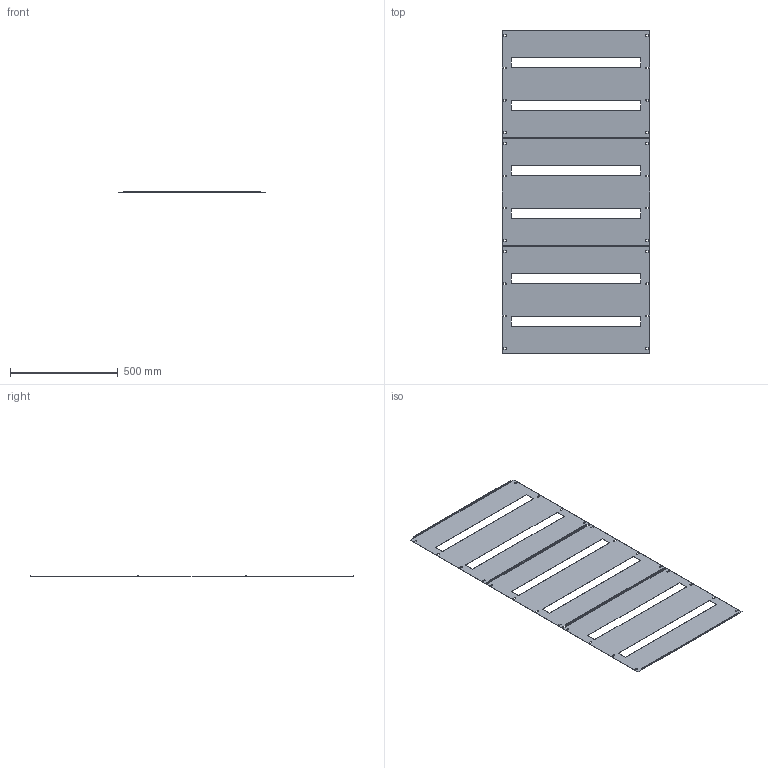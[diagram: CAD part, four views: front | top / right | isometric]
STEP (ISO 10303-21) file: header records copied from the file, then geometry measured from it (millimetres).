
FILE_DESCRIPTION (( 'STEP AP214' ), '1' );
FILE_NAME ('mb-15-mp-5080 Ïëàñòðîí âûñîòîé 500ìì ïîä 2 óðîâíÿ ìîä. àâò. äëÿ ÂÐÓ Unit øèðèíîé 800ìì.STEP', '2020-02-14T06:54:19', ( '' ), ( '' ), 'SwSTEP 2.0', 'SolidWorks 2019', '' );
FILE_SCHEMA (( 'AUTOMOTIVE_DESIGN' ));
Length unit declared in the file: millimetre
Products named in the file (2): ÃÌÐÔ.015.02.00.01 Ïëàñòðîí 500 ïîä 2 óðîâíÿ_02; mb-15-mp-5080 Ïëàñòðîí âûñîòîé 500ìì ïîä 2 óðîâíÿ ìîä. àâò. äëÿ ÂÐÓ Unit øèðèíîé 800ìì
Assembly tree (3 placements, depth 2):
  mb-15-mp-5080 Ïëàñòðîí âûñîòîé 500ìì ïîä 2 óðîâíÿ ìîä. àâò. äëÿ ÂÐÓ Unit øèðèíîé 800ìì
    ÃÌÐÔ.015.02.00.01 Ïëàñòðîí 500 ïîä 2 óðîâíÿ_02  x3
Bounding box: 682 x 1498 x 8 mm (x, y, z)
Volume: 874613.9 mm3; surface area: 1765022.3 mm2
Topology: 3 solids, 3 shells, 234 faces, 636 edges, 408 vertices
Faces by surface type: plane 150, cylinder 84
Entity records: 2566 total; most frequent: DIRECTION 436, CARTESIAN_POINT 432, ORIENTED_EDGE 424, EDGE_CURVE 212, LINE 156, VECTOR 156, AXIS2_PLACEMENT_3D 140, VERTEX_POINT 136
